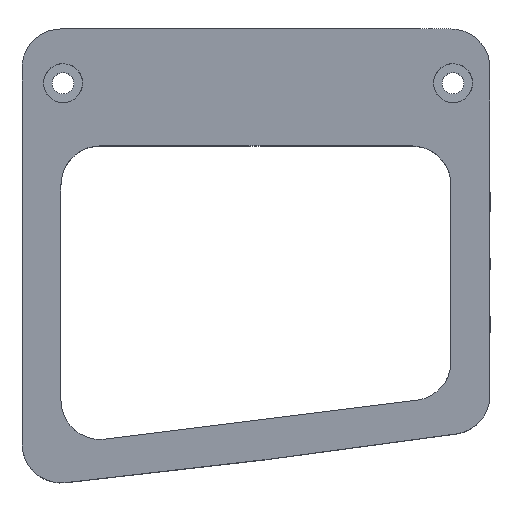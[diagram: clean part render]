
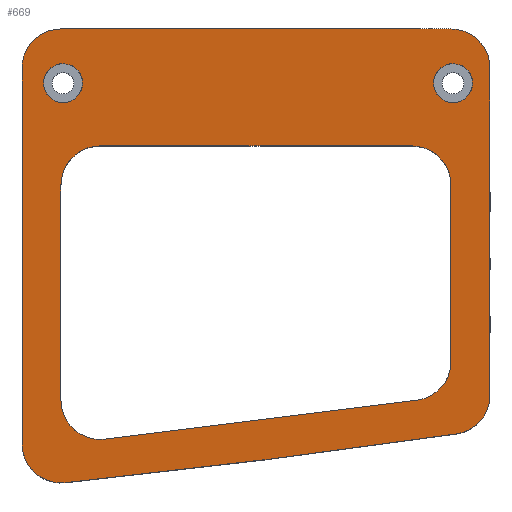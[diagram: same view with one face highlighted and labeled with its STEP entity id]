
A CAD part, top view. The second image highlights one B-rep face of the part: STEP entity #669.
In plain terms, the highlighted planar face has unit normal (0, -0.09, 0.996).
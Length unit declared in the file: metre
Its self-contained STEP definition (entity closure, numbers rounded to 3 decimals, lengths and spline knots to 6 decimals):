
#16=B_SPLINE_CURVE_WITH_KNOTS('',3,(#1116,#1117,#1118,#1119),
 .UNSPECIFIED.,.F.,.F.,(4,4),(0.179591,0.280788),
 .UNSPECIFIED.);
#17=B_SPLINE_CURVE_WITH_KNOTS('',3,(#1136,#1137,#1138,#1139),
 .UNSPECIFIED.,.F.,.F.,(4,4),(0.407824,0.488771),
 .UNSPECIFIED.);
#26=ELLIPSE('',#743,0.00502,0.005);
#27=ELLIPSE('',#744,0.00502,0.005);
#28=ELLIPSE('',#745,0.010041,0.01);
#29=ELLIPSE('',#746,0.010041,0.01);
#30=ELLIPSE('',#747,0.010041,0.01);
#31=ELLIPSE('',#748,0.010041,0.01);
#32=ELLIPSE('',#749,0.010041,0.01);
#33=ELLIPSE('',#750,0.010041,0.01);
#34=ELLIPSE('',#751,0.010041,0.01);
#35=ELLIPSE('',#752,0.010041,0.01);
#40=LINE('',#1021,#84);
#46=LINE('',#1040,#90);
#52=LINE('',#1059,#96);
#58=LINE('',#1078,#102);
#64=LINE('',#1131,#108);
#65=LINE('',#1144,#109);
#84=VECTOR('',#816,1.);
#90=VECTOR('',#830,1.);
#96=VECTOR('',#844,1.);
#102=VECTOR('',#858,1.);
#108=VECTOR('',#890,1.);
#109=VECTOR('',#899,1.);
#129=PLANE('',#742);
#197=ORIENTED_EDGE('',*,*,#376,.F.);
#198=ORIENTED_EDGE('',*,*,#377,.F.);
#199=ORIENTED_EDGE('',*,*,#332,.F.);
#200=ORIENTED_EDGE('',*,*,#378,.T.);
#201=ORIENTED_EDGE('',*,*,#379,.F.);
#202=ORIENTED_EDGE('',*,*,#380,.T.);
#203=ORIENTED_EDGE('',*,*,#359,.F.);
#204=ORIENTED_EDGE('',*,*,#381,.T.);
#205=ORIENTED_EDGE('',*,*,#382,.F.);
#206=ORIENTED_EDGE('',*,*,#383,.T.);
#207=ORIENTED_EDGE('',*,*,#350,.F.);
#208=ORIENTED_EDGE('',*,*,#384,.T.);
#209=ORIENTED_EDGE('',*,*,#385,.F.);
#210=ORIENTED_EDGE('',*,*,#386,.T.);
#211=ORIENTED_EDGE('',*,*,#341,.T.);
#212=ORIENTED_EDGE('',*,*,#387,.T.);
#213=ORIENTED_EDGE('',*,*,#373,.F.);
#214=ORIENTED_EDGE('',*,*,#388,.T.);
#332=EDGE_CURVE('',#424,#425,#40,.T.);
#341=EDGE_CURVE('',#434,#433,#46,.T.);
#350=EDGE_CURVE('',#442,#443,#52,.T.);
#359=EDGE_CURVE('',#451,#452,#58,.T.);
#373=EDGE_CURVE('',#461,#462,#16,.T.);
#376=EDGE_CURVE('',#463,#463,#26,.T.);
#377=EDGE_CURVE('',#464,#464,#27,.T.);
#378=EDGE_CURVE('',#424,#465,#28,.F.);
#379=EDGE_CURVE('',#466,#465,#64,.T.);
#380=EDGE_CURVE('',#466,#452,#29,.F.);
#381=EDGE_CURVE('',#451,#467,#30,.F.);
#382=EDGE_CURVE('',#468,#467,#17,.T.);
#383=EDGE_CURVE('',#468,#425,#31,.F.);
#384=EDGE_CURVE('',#442,#469,#32,.T.);
#385=EDGE_CURVE('',#470,#469,#65,.T.);
#386=EDGE_CURVE('',#470,#434,#33,.T.);
#387=EDGE_CURVE('',#433,#462,#34,.T.);
#388=EDGE_CURVE('',#461,#443,#35,.T.);
#424=VERTEX_POINT('',#1020);
#425=VERTEX_POINT('',#1022);
#433=VERTEX_POINT('',#1039);
#434=VERTEX_POINT('',#1041);
#442=VERTEX_POINT('',#1058);
#443=VERTEX_POINT('',#1060);
#451=VERTEX_POINT('',#1077);
#452=VERTEX_POINT('',#1079);
#461=VERTEX_POINT('',#1120);
#462=VERTEX_POINT('',#1121);
#463=VERTEX_POINT('',#1126);
#464=VERTEX_POINT('',#1128);
#465=VERTEX_POINT('',#1130);
#466=VERTEX_POINT('',#1132);
#467=VERTEX_POINT('',#1135);
#468=VERTEX_POINT('',#1140);
#469=VERTEX_POINT('',#1143);
#470=VERTEX_POINT('',#1145);
#529=EDGE_LOOP('',(#197));
#530=EDGE_LOOP('',(#198));
#531=EDGE_LOOP('',(#199,#200,#201,#202,#203,#204,#205,#206));
#532=EDGE_LOOP('',(#207,#208,#209,#210,#211,#212,#213,#214));
#595=FACE_BOUND('',#529,.T.);
#596=FACE_BOUND('',#530,.T.);
#597=FACE_BOUND('',#531,.T.);
#598=FACE_BOUND('',#532,.T.);
#669=ADVANCED_FACE('',(#595,#596,#597,#598),#129,.T.);
#742=AXIS2_PLACEMENT_3D('',#1124,#882,#883);
#743=AXIS2_PLACEMENT_3D('',#1125,#884,#885);
#744=AXIS2_PLACEMENT_3D('',#1127,#886,#887);
#745=AXIS2_PLACEMENT_3D('',#1129,#888,#889);
#746=AXIS2_PLACEMENT_3D('',#1133,#891,#892);
#747=AXIS2_PLACEMENT_3D('',#1134,#893,#894);
#748=AXIS2_PLACEMENT_3D('',#1141,#895,#896);
#749=AXIS2_PLACEMENT_3D('',#1142,#897,#898);
#750=AXIS2_PLACEMENT_3D('',#1146,#900,#901);
#751=AXIS2_PLACEMENT_3D('',#1147,#902,#903);
#752=AXIS2_PLACEMENT_3D('',#1148,#904,#905);
#816=DIRECTION('',(0.,-0.996,-0.09));
#830=DIRECTION('',(0.,-0.996,-0.09));
#844=DIRECTION('',(0.,-0.996,-0.09));
#858=DIRECTION('',(0.,0.996,0.09));
#882=DIRECTION('',(0.,-0.09,0.996));
#883=DIRECTION('',(0.,-0.996,-0.09));
#884=DIRECTION('',(0.,-0.09,0.996));
#885=DIRECTION('',(0.,0.996,0.09));
#886=DIRECTION('',(0.,-0.09,0.996));
#887=DIRECTION('',(0.,0.996,0.09));
#888=DIRECTION('',(0.,-0.09,0.996));
#889=DIRECTION('',(0.,-0.996,-0.09));
#890=DIRECTION('',(-1.,0.,0.));
#891=DIRECTION('',(0.,-0.09,0.996));
#892=DIRECTION('',(0.,-0.996,-0.09));
#893=DIRECTION('',(0.,-0.09,0.996));
#894=DIRECTION('',(0.,0.996,0.09));
#895=DIRECTION('',(0.,-0.09,0.996));
#896=DIRECTION('',(0.,0.996,0.09));
#897=DIRECTION('',(0.,-0.09,0.996));
#898=DIRECTION('',(0.,0.996,0.09));
#899=DIRECTION('',(1.,0.,0.));
#900=DIRECTION('',(0.,-0.09,0.996));
#901=DIRECTION('',(0.,-0.996,-0.09));
#902=DIRECTION('',(0.,-0.09,0.996));
#903=DIRECTION('',(0.,-0.996,-0.09));
#904=DIRECTION('',(0.,-0.09,0.996));
#905=DIRECTION('',(0.,-0.996,-0.09));
#1020=CARTESIAN_POINT('',(-0.0495,-0.277,0.043741));
#1021=CARTESIAN_POINT('',(-0.0495,-0.237,0.047351));
#1022=CARTESIAN_POINT('',(-0.0495,-0.332239,0.038756));
#1039=CARTESIAN_POINT('',(-0.0595,-0.343368,0.037752));
#1040=CARTESIAN_POINT('',(-0.0595,-0.237,0.047351));
#1041=CARTESIAN_POINT('',(-0.0595,-0.247,0.046448));
#1058=CARTESIAN_POINT('',(0.0605,-0.247,0.046448));
#1059=CARTESIAN_POINT('',(0.0605,-0.237,0.047351));
#1060=CARTESIAN_POINT('',(0.0605,-0.330909,0.038876));
#1077=CARTESIAN_POINT('',(0.0505,-0.322241,0.039658));
#1078=CARTESIAN_POINT('',(0.0505,-0.237,0.047351));
#1079=CARTESIAN_POINT('',(0.0505,-0.277,0.043741));
#1116=CARTESIAN_POINT('',(0.051939,-0.340805,0.037983));
#1117=CARTESIAN_POINT('',(0.018561,-0.345657,0.037545));
#1118=CARTESIAN_POINT('',(-0.014913,-0.349792,0.037172));
#1119=CARTESIAN_POINT('',(-0.048456,-0.353313,0.036854));
#1120=CARTESIAN_POINT('',(0.051939,-0.340805,0.037983));
#1121=CARTESIAN_POINT('',(-0.048456,-0.353313,0.036854));
#1124=CARTESIAN_POINT('',(0.0005,-0.237,0.047351));
#1125=CARTESIAN_POINT('',(0.051032,-0.250907,0.046096));
#1126=CARTESIAN_POINT('',(0.051032,-0.245907,0.046547));
#1127=CARTESIAN_POINT('',(-0.048968,-0.250907,0.046096));
#1128=CARTESIAN_POINT('',(-0.048968,-0.245907,0.046547));
#1129=CARTESIAN_POINT('',(-0.0395,-0.277,0.043741));
#1130=CARTESIAN_POINT('',(-0.0395,-0.267,0.044644));
#1131=CARTESIAN_POINT('',(0.0005,-0.267,0.044644));
#1132=CARTESIAN_POINT('',(0.0405,-0.267,0.044644));
#1133=CARTESIAN_POINT('',(0.0405,-0.277,0.043741));
#1134=CARTESIAN_POINT('',(0.0405,-0.322241,0.039658));
#1135=CARTESIAN_POINT('',(0.0419,-0.332142,0.038765));
#1136=CARTESIAN_POINT('',(-0.038413,-0.34218,0.037859));
#1137=CARTESIAN_POINT('',(-0.011592,-0.339248,0.038124));
#1138=CARTESIAN_POINT('',(0.015186,-0.33592,0.038424));
#1139=CARTESIAN_POINT('',(0.0419,-0.332142,0.038765));
#1140=CARTESIAN_POINT('',(-0.038413,-0.34218,0.037859));
#1141=CARTESIAN_POINT('',(-0.0395,-0.332239,0.038756));
#1142=CARTESIAN_POINT('',(0.0505,-0.247,0.046448));
#1143=CARTESIAN_POINT('',(0.0505,-0.237,0.047351));
#1144=CARTESIAN_POINT('',(0.0005,-0.237,0.047351));
#1145=CARTESIAN_POINT('',(-0.0495,-0.237,0.047351));
#1146=CARTESIAN_POINT('',(-0.0495,-0.247,0.046448));
#1147=CARTESIAN_POINT('',(-0.0495,-0.343368,0.037752));
#1148=CARTESIAN_POINT('',(0.0505,-0.330909,0.038876));
